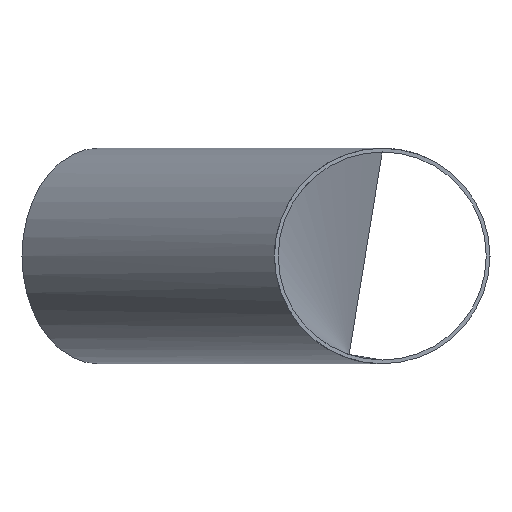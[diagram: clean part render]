
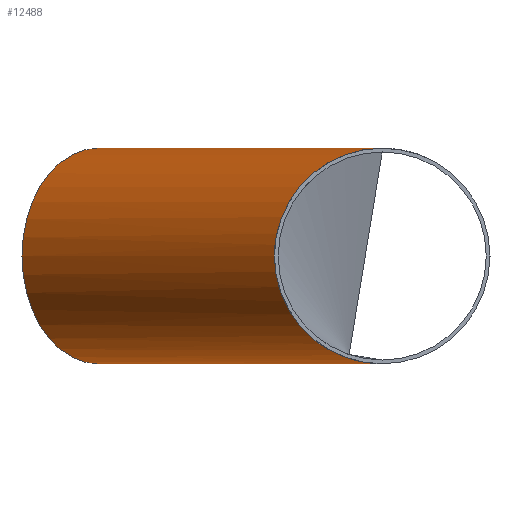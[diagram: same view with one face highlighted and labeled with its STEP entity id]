
A CAD part, left-side view. The second image highlights one B-rep face of the part: STEP entity #12488.
In plain terms, the highlighted cylindrical face has radius 57.15 mm (diameter 114.3 mm), a full revolution.
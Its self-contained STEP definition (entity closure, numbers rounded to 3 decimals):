
#221 = CARTESIAN_POINT ( 'NONE',  ( -104.317, 114.3, -57.15 ) ) ;
#1212 = CARTESIAN_POINT ( 'NONE',  ( -56.972, 0., -57.15 ) ) ;
#1226 = ORIENTED_EDGE ( 'NONE', *, *, #9158, .F. ) ;
#2062 = CYLINDRICAL_SURFACE ( 'NONE', #14828, 57.15 ) ;
#2200 = DIRECTION ( 'NONE',  ( 0.707, 0.707, 0. ) ) ;
#2308 = CARTESIAN_POINT ( 'NONE',  ( 218.972, 114.3, -57.15 ) ) ;
#3972 = CARTESIAN_POINT ( 'NONE',  ( -56.972, 0., -57.15 ) ) ;
#4419 = DIRECTION ( 'NONE',  ( 0.707, 0.707, 0. ) ) ;
#4940 =( BOUNDED_CURVE ( )  B_SPLINE_CURVE ( 3, ( #1212, #2308, #8686, #13742 ),
 .UNSPECIFIED., .F., .F. ) 
 B_SPLINE_CURVE_WITH_KNOTS ( ( 4, 4 ),
 ( 1.571, 4.712 ),
 .UNSPECIFIED. ) 
 CURVE ( )  GEOMETRIC_REPRESENTATION_ITEM ( )  RATIONAL_B_SPLINE_CURVE ( ( 1., 0.333, 0.333, 1. ) ) 
 REPRESENTATION_ITEM ( '' )  );
#5206 = VERTEX_POINT ( 'NONE', #6513 ) ;
#5702 = CARTESIAN_POINT ( 'NONE',  ( 93.622, 150.594, 0. ) ) ;
#5713 = EDGE_LOOP ( 'NONE', ( #1226 ) ) ;
#6055 = FACE_OUTER_BOUND ( 'NONE', #15311, .T. ) ;
#6091 = DIRECTION ( 'NONE',  ( -0.707, 0.707, 0. ) ) ;
#6396 = CARTESIAN_POINT ( 'NONE',  ( -56.972, 0., -57.15 ) ) ;
#6513 = CARTESIAN_POINT ( 'NONE',  ( 53.211, 191.005, 0. ) ) ;
#6899 = AXIS2_PLACEMENT_3D ( 'NONE', #5702, #4419, #13335 ) ;
#7054 = FACE_OUTER_BOUND ( 'NONE', #5713, .T. ) ;
#7240 = EDGE_CURVE ( 'NONE', #9983, #10542, #4940, .T. ) ;
#7576 = ORIENTED_EDGE ( 'NONE', *, *, #7240, .F. ) ;
#8604 = EDGE_CURVE ( 'NONE', #10542, #9983, #9753, .T. ) ;
#8686 = CARTESIAN_POINT ( 'NONE',  ( 218.972, 114.3, 57.15 ) ) ;
#9158 = EDGE_CURVE ( 'NONE', #5206, #5206, #14329, .T. ) ;
#9227 = CARTESIAN_POINT ( 'NONE',  ( -56.972, 0., 57.15 ) ) ;
#9753 =( BOUNDED_CURVE ( )  B_SPLINE_CURVE ( 3, ( #14344, #12959, #221, #3972 ),
 .UNSPECIFIED., .F., .F. ) 
 B_SPLINE_CURVE_WITH_KNOTS ( ( 4, 4 ),
 ( 4.712, 7.854 ),
 .UNSPECIFIED. ) 
 CURVE ( )  GEOMETRIC_REPRESENTATION_ITEM ( )  RATIONAL_B_SPLINE_CURVE ( ( 1., 0.333, 0.333, 1. ) ) 
 REPRESENTATION_ITEM ( '' )  );
#9838 = CARTESIAN_POINT ( 'NONE',  ( 93.622, 150.594, 0. ) ) ;
#9983 = VERTEX_POINT ( 'NONE', #6396 ) ;
#10542 = VERTEX_POINT ( 'NONE', #9227 ) ;
#12488 = ADVANCED_FACE ( 'NONE', ( #6055, #7054 ), #2062, .T. ) ;
#12959 = CARTESIAN_POINT ( 'NONE',  ( -104.317, 114.3, 57.15 ) ) ;
#13335 = DIRECTION ( 'NONE',  ( -0.707, 0.707, 0. ) ) ;
#13661 = ORIENTED_EDGE ( 'NONE', *, *, #8604, .F. ) ;
#13742 = CARTESIAN_POINT ( 'NONE',  ( -56.972, 0., 57.15 ) ) ;
#14329 = CIRCLE ( 'NONE', #6899, 57.15 ) ;
#14344 = CARTESIAN_POINT ( 'NONE',  ( -56.972, 0., 57.15 ) ) ;
#14828 = AXIS2_PLACEMENT_3D ( 'NONE', #9838, #2200, #6091 ) ;
#15311 = EDGE_LOOP ( 'NONE', ( #7576, #13661 ) ) ;
